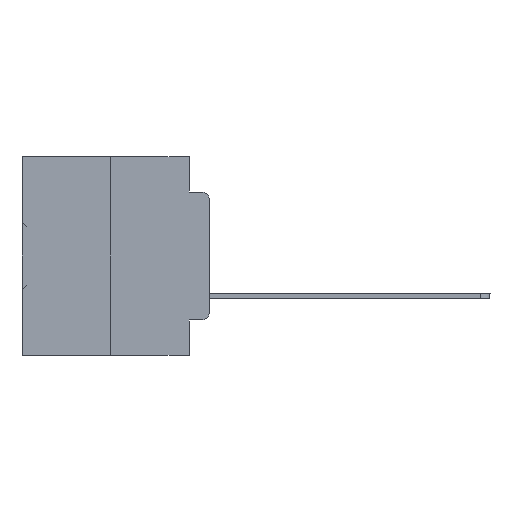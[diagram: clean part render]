
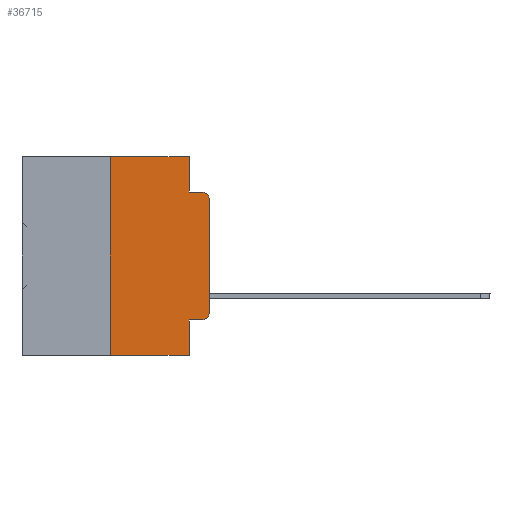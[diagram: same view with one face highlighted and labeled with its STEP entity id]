
A CAD part, left-side view. The second image highlights one B-rep face of the part: STEP entity #36715.
In plain terms, the highlighted planar face has unit normal (-1, 0, 0).
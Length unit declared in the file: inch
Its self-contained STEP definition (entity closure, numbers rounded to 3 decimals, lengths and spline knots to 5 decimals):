
#289 = EDGE_CURVE ( 'NONE', #22059, #6515, #27868, .T. ) ;
#634 = ORIENTED_EDGE ( 'NONE', *, *, #29503, .F. ) ;
#1261 = EDGE_CURVE ( 'NONE', #13166, #21448, #23142, .T. ) ;
#1955 = DIRECTION ( 'NONE',  ( 0., 0., 1. ) ) ;
#1966 = VERTEX_POINT ( 'NONE', #10048 ) ;
#2172 = ORIENTED_EDGE ( 'NONE', *, *, #32062, .T. ) ;
#3141 = CARTESIAN_POINT ( 'NONE',  ( 0., 0.02, -0.3915 ) ) ;
#3270 = DIRECTION ( 'NONE',  ( 0., 0., -1. ) ) ;
#4723 = DIRECTION ( 'NONE',  ( 0., 0., -1. ) ) ;
#4981 = CARTESIAN_POINT ( 'NONE',  ( 0., 0.473, -0.5 ) ) ;
#6117 = VERTEX_POINT ( 'NONE', #26508 ) ;
#6247 = CIRCLE ( 'NONE', #27689, 0.02 ) ;
#6515 = VERTEX_POINT ( 'NONE', #23194 ) ;
#6832 = ORIENTED_EDGE ( 'NONE', *, *, #30731, .T. ) ;
#7191 = EDGE_CURVE ( 'NONE', #21270, #22847, #12973, .T. ) ;
#7527 = LINE ( 'NONE', #21342, #15946 ) ;
#8538 = VECTOR ( 'NONE', #14071, 39.37008 ) ;
#9005 = DIRECTION ( 'NONE',  ( 1., 0., 0. ) ) ;
#9122 = CIRCLE ( 'NONE', #17058, 0.02 ) ;
#10048 = CARTESIAN_POINT ( 'NONE',  ( 0., 0.051, -0.5 ) ) ;
#10099 = DIRECTION ( 'NONE',  ( -1., 0., 0. ) ) ;
#10208 = DIRECTION ( 'NONE',  ( 0., 0., 1. ) ) ;
#10618 = CARTESIAN_POINT ( 'NONE',  ( 0., 0., -0.3915 ) ) ;
#11263 = VECTOR ( 'NONE', #30908, 39.37008 ) ;
#11326 = LINE ( 'NONE', #11533, #20693 ) ;
#11533 = CARTESIAN_POINT ( 'NONE',  ( 0., 0.25, 0. ) ) ;
#12160 = ORIENTED_EDGE ( 'NONE', *, *, #34077, .T. ) ;
#12914 = CARTESIAN_POINT ( 'NONE',  ( 0., 0.02, -0.4115 ) ) ;
#12973 = LINE ( 'NONE', #21775, #8538 ) ;
#13166 = VERTEX_POINT ( 'NONE', #23707 ) ;
#13268 = ORIENTED_EDGE ( 'NONE', *, *, #20016, .T. ) ;
#13295 = CARTESIAN_POINT ( 'NONE',  ( 0., 0.051, -0.0885 ) ) ;
#14071 = DIRECTION ( 'NONE',  ( 0., -1., 0. ) ) ;
#14648 = ORIENTED_EDGE ( 'NONE', *, *, #28342, .F. ) ;
#14657 = DIRECTION ( 'NONE',  ( 0., 0., -1. ) ) ;
#15946 = VECTOR ( 'NONE', #10208, 39.37008 ) ;
#16325 = CARTESIAN_POINT ( 'NONE',  ( 0., 0., -0.1085 ) ) ;
#16544 = LINE ( 'NONE', #30715, #28611 ) ;
#16648 = EDGE_CURVE ( 'NONE', #13166, #1966, #29675, .T. ) ;
#16951 = VECTOR ( 'NONE', #25689, 39.37008 ) ;
#17058 = AXIS2_PLACEMENT_3D ( 'NONE', #3141, #36045, #14657 ) ;
#17317 = VERTEX_POINT ( 'NONE', #16325 ) ;
#17841 = FACE_OUTER_BOUND ( 'NONE', #36629, .T. ) ;
#17963 = ORIENTED_EDGE ( 'NONE', *, *, #7191, .F. ) ;
#18931 = CARTESIAN_POINT ( 'NONE',  ( 0., 0.02, -0.1085 ) ) ;
#19403 = DIRECTION ( 'NONE',  ( 0., 0., -1. ) ) ;
#20016 = EDGE_CURVE ( 'NONE', #6117, #1966, #34112, .T. ) ;
#20217 = CARTESIAN_POINT ( 'NONE',  ( 0., 0.051, -0.0885 ) ) ;
#20693 = VECTOR ( 'NONE', #1955, 39.37008 ) ;
#21270 = VERTEX_POINT ( 'NONE', #27296 ) ;
#21342 = CARTESIAN_POINT ( 'NONE',  ( 0., 0., 0. ) ) ;
#21448 = VERTEX_POINT ( 'NONE', #12914 ) ;
#21775 = CARTESIAN_POINT ( 'NONE',  ( 0., 0.473, 0. ) ) ;
#22059 = VERTEX_POINT ( 'NONE', #20217 ) ;
#22847 = VERTEX_POINT ( 'NONE', #36249 ) ;
#23142 = LINE ( 'NONE', #37722, #37295 ) ;
#23194 = CARTESIAN_POINT ( 'NONE',  ( 0., 0.02, -0.0885 ) ) ;
#23693 = VERTEX_POINT ( 'NONE', #10618 ) ;
#23707 = CARTESIAN_POINT ( 'NONE',  ( 0., 0.051, -0.4115 ) ) ;
#23855 = ORIENTED_EDGE ( 'NONE', *, *, #289, .F. ) ;
#23931 = DIRECTION ( 'NONE',  ( 0., 0., -1. ) ) ;
#25689 = DIRECTION ( 'NONE',  ( 0., -1., 0. ) ) ;
#26464 = CARTESIAN_POINT ( 'NONE',  ( 0., 0.473, 0. ) ) ;
#26508 = CARTESIAN_POINT ( 'NONE',  ( 0., 0.25, -0.5 ) ) ;
#27296 = CARTESIAN_POINT ( 'NONE',  ( 0., 0.25, 0. ) ) ;
#27495 = ORIENTED_EDGE ( 'NONE', *, *, #1261, .T. ) ;
#27689 = AXIS2_PLACEMENT_3D ( 'NONE', #18931, #10099, #4723 ) ;
#27868 = LINE ( 'NONE', #13295, #11263 ) ;
#28342 = EDGE_CURVE ( 'NONE', #6117, #21270, #11326, .T. ) ;
#28611 = VECTOR ( 'NONE', #19403, 39.37008 ) ;
#28723 = DIRECTION ( 'NONE',  ( 0., -1., 0. ) ) ;
#29135 = PLANE ( 'NONE',  #35082 ) ;
#29503 = EDGE_CURVE ( 'NONE', #22847, #22059, #16544, .T. ) ;
#29675 = LINE ( 'NONE', #31972, #32131 ) ;
#30715 = CARTESIAN_POINT ( 'NONE',  ( 0., 0.051, 0. ) ) ;
#30731 = EDGE_CURVE ( 'NONE', #21448, #23693, #9122, .T. ) ;
#30908 = DIRECTION ( 'NONE',  ( 0., -1., 0. ) ) ;
#31972 = CARTESIAN_POINT ( 'NONE',  ( 0., 0.051, 0. ) ) ;
#32062 = EDGE_CURVE ( 'NONE', #23693, #17317, #7527, .T. ) ;
#32131 = VECTOR ( 'NONE', #23931, 39.37008 ) ;
#34077 = EDGE_CURVE ( 'NONE', #17317, #6515, #6247, .T. ) ;
#34112 = LINE ( 'NONE', #4981, #16951 ) ;
#35082 = AXIS2_PLACEMENT_3D ( 'NONE', #26464, #9005, #3270 ) ;
#36045 = DIRECTION ( 'NONE',  ( -1., 0., 0. ) ) ;
#36249 = CARTESIAN_POINT ( 'NONE',  ( 0., 0.051, 0. ) ) ;
#36256 = ORIENTED_EDGE ( 'NONE', *, *, #16648, .F. ) ;
#36629 = EDGE_LOOP ( 'NONE', ( #2172, #12160, #23855, #634, #17963, #14648, #13268, #36256, #27495, #6832 ) ) ;
#36715 = ADVANCED_FACE ( 'NONE', ( #17841 ), #29135, .F. ) ;
#37295 = VECTOR ( 'NONE', #28723, 39.37008 ) ;
#37722 = CARTESIAN_POINT ( 'NONE',  ( 0., 0.051, -0.4115 ) ) ;
